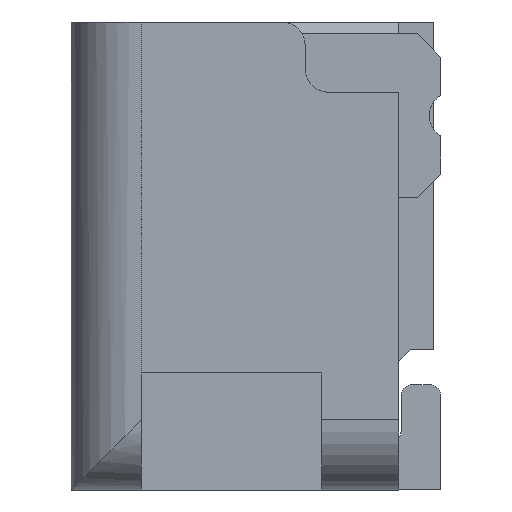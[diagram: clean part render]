
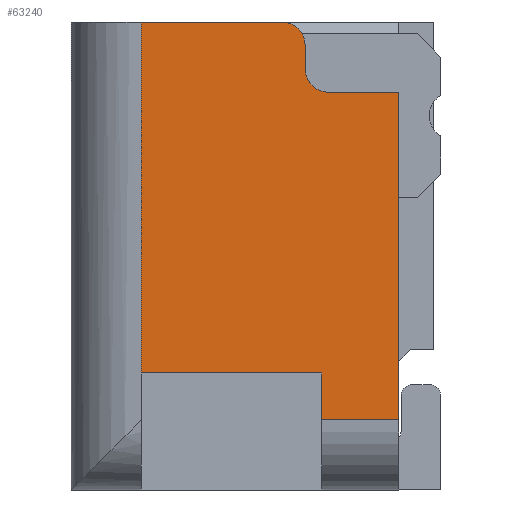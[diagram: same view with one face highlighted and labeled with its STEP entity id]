
A CAD part, left-side view. The second image highlights one B-rep face of the part: STEP entity #63240.
In plain terms, the highlighted planar face has unit normal (-1, 0, 0).
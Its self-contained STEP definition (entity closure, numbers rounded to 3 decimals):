
#38360=CARTESIAN_POINT('',(2.7,1.19,2.03));
#38370=VERTEX_POINT('',#38360);
#38400=CARTESIAN_POINT('',(2.7,1.19,0.));
#38410=DIRECTION('',(0.,0.,-1.));
#38420=VECTOR('',#38410,1.);
#38430=LINE('',#38400,#38420);
#38440=CARTESIAN_POINT('',(2.7,1.19,0.53));
#38450=VERTEX_POINT('',#38440);
#38460=EDGE_CURVE('',#38370,#38450,#38430,.T.);
#60850=CARTESIAN_POINT('',(2.7,0.,0.53));
#60860=DIRECTION('',(0.,-1.,0.));
#60870=VECTOR('',#60860,1.);
#60880=LINE('',#60850,#60870);
#60890=CARTESIAN_POINT('',(2.7,0.42,0.53));
#60900=VERTEX_POINT('',#60890);
#60910=EDGE_CURVE('',#38450,#60900,#60880,.T.);
#62510=CARTESIAN_POINT('',(2.7,0.067,2.082));
#62520=DIRECTION('',(-1.,0.,0.));
#62530=DIRECTION('',(0.,1.,0.));
#62540=AXIS2_PLACEMENT_3D('',#62510,#62520,#62530);
#62550=PLANE('',#62540);
#62560=CARTESIAN_POINT('',(2.7,0.42,0.));
#62570=DIRECTION('',(0.,0.,-1.));
#62580=VECTOR('',#62570,1.);
#62590=LINE('',#62560,#62580);
#62600=CARTESIAN_POINT('',(2.7,0.42,0.33));
#62610=VERTEX_POINT('',#62600);
#62620=EDGE_CURVE('',#60900,#62610,#62590,.T.);
#62630=ORIENTED_EDGE('',*,*,#62620,.T.);
#62640=ORIENTED_EDGE('',*,*,#60910,.T.);
#62650=ORIENTED_EDGE('',*,*,#38460,.T.);
#62660=CARTESIAN_POINT('',(2.7,0.,2.03));
#62670=DIRECTION('',(0.,1.,0.));
#62680=VECTOR('',#62670,1.);
#62690=LINE('',#62660,#62680);
#62700=CARTESIAN_POINT('',(2.7,0.59,2.03));
#62710=VERTEX_POINT('',#62700);
#62720=EDGE_CURVE('',#62710,#38370,#62690,.T.);
#62730=ORIENTED_EDGE('',*,*,#62720,.T.);
#62740=CARTESIAN_POINT('',(2.7,0.59,1.93));
#62750=DIRECTION('',(1.,0.,0.));
#62760=DIRECTION('',(0.,-1.,0.));
#62770=AXIS2_PLACEMENT_3D('',#62740,#62750,#62760);
#62780=CIRCLE('',#62770,0.1);
#62790=CARTESIAN_POINT('',(2.7,0.49,1.93));
#62800=VERTEX_POINT('',#62790);
#62810=EDGE_CURVE('',#62710,#62800,#62780,.T.);
#62820=ORIENTED_EDGE('',*,*,#62810,.F.);
#62830=CARTESIAN_POINT('',(2.7,0.49,0.));
#62840=DIRECTION('',(0.,0.,-1.));
#62850=VECTOR('',#62840,1.);
#62860=LINE('',#62830,#62850);
#62870=CARTESIAN_POINT('',(2.7,0.49,1.83));
#62880=VERTEX_POINT('',#62870);
#62890=EDGE_CURVE('',#62800,#62880,#62860,.T.);
#62900=ORIENTED_EDGE('',*,*,#62890,.F.);
#62910=CARTESIAN_POINT('',(2.7,0.39,1.83));
#62920=DIRECTION('',(-1.,0.,0.));
#62930=DIRECTION('',(0.,1.,0.));
#62940=AXIS2_PLACEMENT_3D('',#62910,#62920,#62930);
#62950=CIRCLE('',#62940,0.1);
#62960=CARTESIAN_POINT('',(2.7,0.39,1.73));
#62970=VERTEX_POINT('',#62960);
#62980=EDGE_CURVE('',#62880,#62970,#62950,.T.);
#62990=ORIENTED_EDGE('',*,*,#62980,.F.);
#63000=CARTESIAN_POINT('',(2.7,0.,1.73));
#63010=DIRECTION('',(0.,-1.,0.));
#63020=VECTOR('',#63010,1.);
#63030=LINE('',#63000,#63020);
#63040=CARTESIAN_POINT('',(2.7,0.09,1.73));
#63050=VERTEX_POINT('',#63040);
#63060=EDGE_CURVE('',#62970,#63050,#63030,.T.);
#63070=ORIENTED_EDGE('',*,*,#63060,.F.);
#63080=CARTESIAN_POINT('',(2.7,0.09,0.));
#63090=DIRECTION('',(0.,0.,1.));
#63100=VECTOR('',#63090,1.);
#63110=LINE('',#63080,#63100);
#63120=CARTESIAN_POINT('',(2.7,0.09,0.33));
#63130=VERTEX_POINT('',#63120);
#63140=EDGE_CURVE('',#63130,#63050,#63110,.T.);
#63150=ORIENTED_EDGE('',*,*,#63140,.T.);
#63160=CARTESIAN_POINT('',(2.7,0.,0.33));
#63170=DIRECTION('',(0.,-1.,0.));
#63180=VECTOR('',#63170,1.);
#63190=LINE('',#63160,#63180);
#63200=EDGE_CURVE('',#62610,#63130,#63190,.T.);
#63210=ORIENTED_EDGE('',*,*,#63200,.T.);
#63220=EDGE_LOOP('',(#63210,#63150,#63070,#62990,#62900,#62820,#62730,
#62650,#62640,#62630));
#63230=FACE_OUTER_BOUND('',#63220,.T.);
#63240=ADVANCED_FACE('',(#63230),#62550,.T.);
